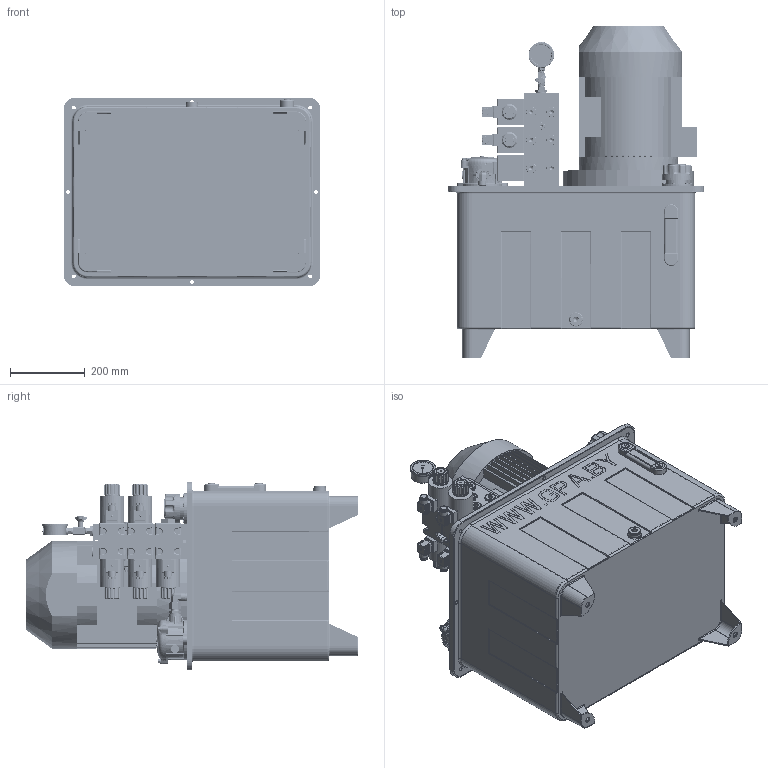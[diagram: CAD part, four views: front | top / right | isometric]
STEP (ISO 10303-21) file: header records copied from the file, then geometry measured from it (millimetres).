
FILE_DESCRIPTION(('STEP AP214'), '1');
FILE_NAME('ÓÃ30.02.001 Óñòàíîâêà ãèäðàâëè÷åñêàÿ', '2021-03-10T12:43:34', (' '), (''), 'ASCON STEP Converter 1.3', 'ASCON Math Kernel', '');
FILE_SCHEMA(('AUTOMOTIVE_DESIGN { 1 0 10303 214 3 1 1}'));
Length unit declared in the file: millimetre
Products named in the file (1): 蚚30.02.001
Bounding box: 684 x 885.6 x 504 mm (x, y, z)
Volume: 33519563.4 mm3; surface area: 4561214.1 mm2
Topology: 18 solids, 47 shells, 4283 faces, 10963 edges, 7013 vertices
Faces by surface type: plane 2434, cylinder 1139, cone 423, torus 142, bspline 87, extrusion 45, sphere 12, revolution 1
Full cylindrical faces by diameter (mm): 2.6 x6, 2.7 x1, 4 x5, 5 x24, 5.5 x4, 6 x7, 6.3 x5, 6.5 x12, 7 x1, 8 x3, 8.14 x1, 8.3 x6, 8.5 x6, 8.8 x4, 9 x3, 9.5 x3, 10 x30, 10.063 x1, 10.5 x10, 10.6 x2, 11 x17, 11.2 x1, 11.4 x2, 11.6 x1, 11.8 x5, 12 x23, 13 x2, 13.157 x1, 13.2 x1, 13.6 x2
Entity records: 225539 total; most frequent: CARTESIAN_POINT 93818, ORIENTED_EDGE 20333, DIRECTION 18486, EDGE_CURVE 10263, VERTEX_POINT 6959, AXIS2_PLACEMENT_3D 6669, EDGE_LOOP 5360, VECTOR 5147
